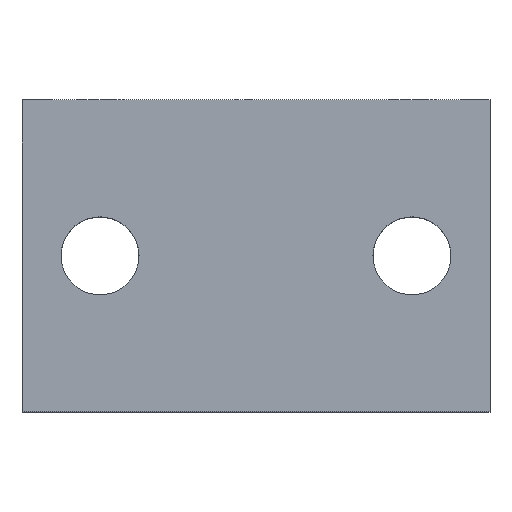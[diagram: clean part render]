
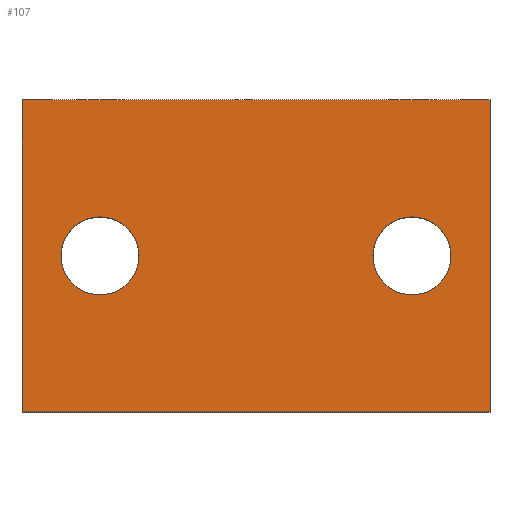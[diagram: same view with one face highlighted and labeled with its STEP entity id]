
A CAD part, top view. The second image highlights one B-rep face of the part: STEP entity #107.
In plain terms, the highlighted planar face has unit normal (0, 0, 1).
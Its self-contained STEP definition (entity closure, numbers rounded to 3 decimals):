
#107=ADVANCED_FACE('',(#261,#263,#265),#267,.T.);
#261=FACE_BOUND('',#262,.T.);
#262=EDGE_LOOP('',(#379,#380,#381,#382));
#263=FACE_BOUND('',#264,.T.);
#264=EDGE_LOOP('',(#383));
#265=FACE_BOUND('',#266,.T.);
#266=EDGE_LOOP('',(#384));
#267=PLANE('',#268);
#268=AXIS2_PLACEMENT_3D('',#269,#270,#271);
#269=CARTESIAN_POINT('',(0.,0.,8.));
#270=DIRECTION('',(0.,0.,1.));
#271=DIRECTION('',(1.,0.,0.));
#379=ORIENTED_EDGE('',*,*,#426,.T.);
#380=ORIENTED_EDGE('',*,*,#444,.T.);
#381=ORIENTED_EDGE('',*,*,#433,.F.);
#382=ORIENTED_EDGE('',*,*,#445,.F.);
#383=ORIENTED_EDGE('',*,*,#417,.T.);
#384=ORIENTED_EDGE('',*,*,#446,.T.);
#417=EDGE_CURVE('',#453,#453,#454,.F.);
#426=EDGE_CURVE('',#472,#470,#473,.T.);
#433=EDGE_CURVE('',#484,#486,#487,.T.);
#444=EDGE_CURVE('',#470,#486,#505,.T.);
#445=EDGE_CURVE('',#472,#484,#506,.T.);
#446=EDGE_CURVE('',#507,#507,#508,.F.);
#453=VERTEX_POINT('',#517);
#454=CIRCLE('',#518,2.);
#470=VERTEX_POINT('',#666);
#472=VERTEX_POINT('',#670);
#473=LINE('',#671,#672);
#484=VERTEX_POINT('',#696);
#486=VERTEX_POINT('',#700);
#487=LINE('',#701,#702);
#505=LINE('',#744,#745);
#506=LINE('',#747,#748);
#507=VERTEX_POINT('',#750);
#508=CIRCLE('',#751,2.);
#517=CARTESIAN_POINT('',(6.,8.,8.));
#518=AXIS2_PLACEMENT_3D('',#519,#520,#521);
#519=CARTESIAN_POINT('',(4.,8.,8.));
#520=DIRECTION('',(0.,0.,1.));
#521=DIRECTION('',(1.,0.,0.));
#666=CARTESIAN_POINT('',(24.,0.,8.));
#670=CARTESIAN_POINT('',(0.,0.,8.));
#671=CARTESIAN_POINT('',(0.,0.,8.));
#672=VECTOR('',#673,1.);
#673=DIRECTION('',(1.,0.,0.));
#696=CARTESIAN_POINT('',(0.,16.,8.));
#700=CARTESIAN_POINT('',(24.,16.,8.));
#701=CARTESIAN_POINT('',(0.,16.,8.));
#702=VECTOR('',#703,1.);
#703=DIRECTION('',(1.,0.,0.));
#744=CARTESIAN_POINT('',(24.,0.,8.));
#745=VECTOR('',#746,1.);
#746=DIRECTION('',(0.,1.,0.));
#747=CARTESIAN_POINT('',(0.,0.,8.));
#748=VECTOR('',#749,1.);
#749=DIRECTION('',(0.,1.,0.));
#750=CARTESIAN_POINT('',(22.,8.,8.));
#751=AXIS2_PLACEMENT_3D('',#752,#753,#754);
#752=CARTESIAN_POINT('',(20.,8.,8.));
#753=DIRECTION('',(0.,0.,1.));
#754=DIRECTION('',(1.,0.,0.));
